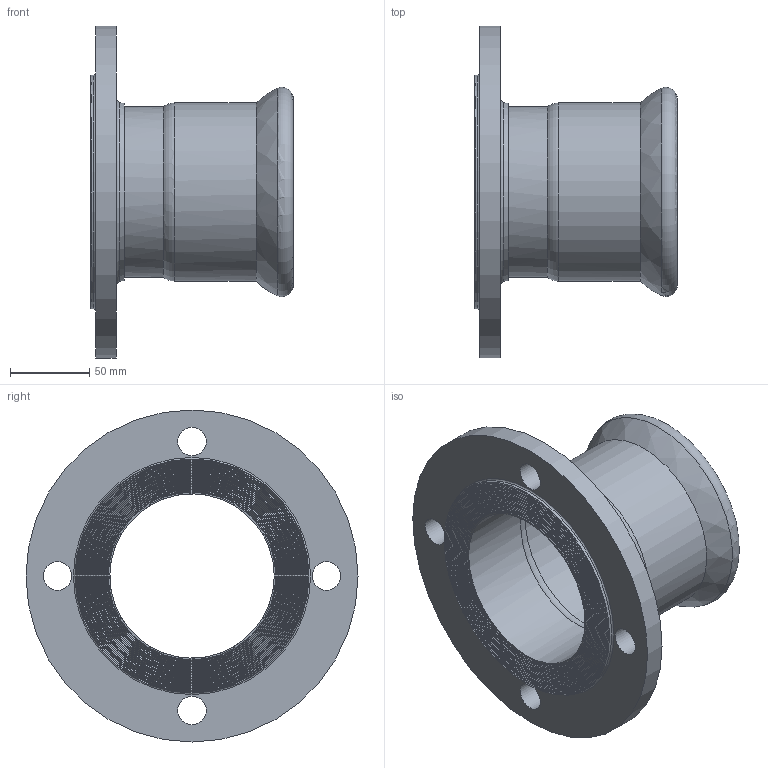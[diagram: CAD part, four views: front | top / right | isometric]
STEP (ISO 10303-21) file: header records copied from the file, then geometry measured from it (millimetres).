
FILE_DESCRIPTION(/* description */ ('MANICOTTO Ø108 CON FLANGIA PN6'),/* implementation_level */ '2;1');
FILE_NAME(/* name */ '193108002_Inoxpres.stp',/* time_stamp */ '2022-10-12T12:29:05+02:00',/* author */ ('Vault'),/* organization */ ('Raccorderie metalliche s.p.a. '),/* preprocessor_version */ 'ST-DEVELOPER v18.1',/* originating_system */ 'Autodesk Inventor 2020',/* authorisation */ 'Raccorderie metalliche s.p.a. ');
FILE_SCHEMA (('AUTOMOTIVE_DESIGN { 1 0 10303 214 3 1 1 }'));
Length unit declared in the file: millimetre
Products named in the file (1): 193108002_Inoxpres
Bounding box: 128 x 210 x 210 mm (x, y, z)
Volume: 488701.2 mm3; surface area: 153256.1 mm2
Topology: 1 solids, 1 shells, 68 faces, 214 edges, 151 vertices
Faces by surface type: cone 43, cylinder 12, torus 7, plane 5, bspline 1
Full cylindrical faces by diameter (mm): 18 x4, 104 x1, 108 x1, 108.8 x1, 110.7 x2, 112.8 x1, 148 x1, 210 x1
Entity records: 2600 total; most frequent: DIRECTION 509, CARTESIAN_POINT 460, ORIENTED_EDGE 428, AXIS2_PLACEMENT_3D 227, EDGE_CURVE 214, CIRCLE 159, VERTEX_POINT 151, EDGE_LOOP 81
